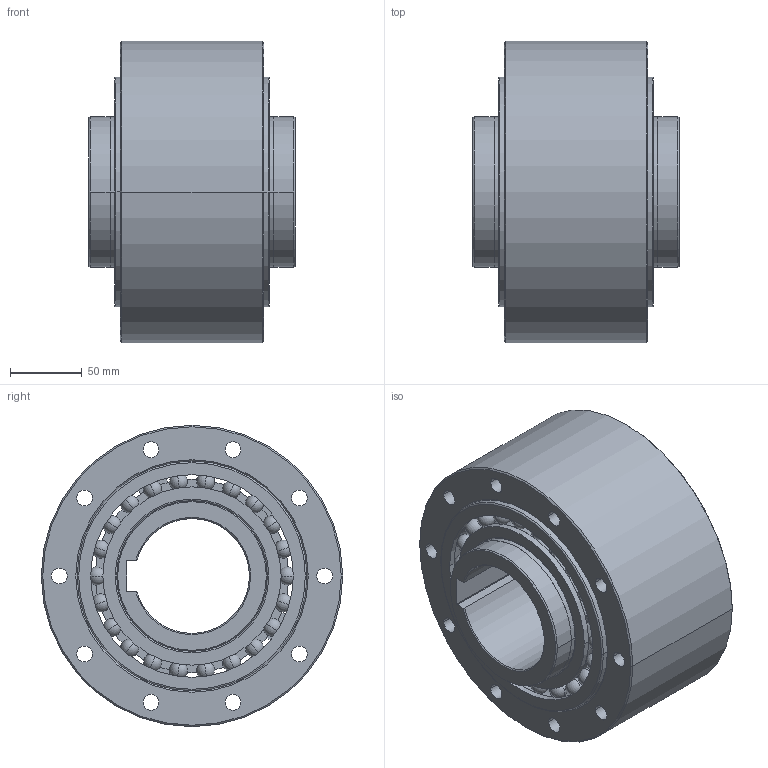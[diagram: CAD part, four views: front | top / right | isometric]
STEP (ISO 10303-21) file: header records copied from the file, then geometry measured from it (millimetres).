
FILE_DESCRIPTION((''),'2;1');
FILE_NAME('FREILAUF_AL_80_ASM','2025-05-07T11:33:40',('Administrator'),(''),'CREO PARAMETRIC BY PTC INC, 2020184','CREO PARAMETRIC BY PTC INC, 2020184','');
FILE_SCHEMA(('AUTOMOTIVE_DESIGN { 1 0 10303 214 1 1 1 1 }'));
Length unit declared in the file: millimetre
Products named in the file (13): STERN_AL_80_2A_NICO_1; DRUCKBOLZEN_AE30_1; DRUCKFEDER_AE30_5A_1; ANFED_KPL_AE30_6_AE30_5A_ASM_1_ASM; ROLLE_GFR_80_NICO_1; SCHEIBE_AL_80_NICO_1; DIN625_A16021_AF0_1; DIN625_I16021_AF0_1; DIN625_K18_1; DIN625_16021_HD_ASM_1_ASM; A-RING_AL_80_NICO_1; FREILAUF_AL_80_NICO_ASM_1_ASM; FREILAUF_AL_80_ASM
Assembly tree (48 placements, depth 4):
  FREILAUF_AL_80_ASM
    FREILAUF_AL_80_NICO_ASM_1_ASM
      STERN_AL_80_2A_NICO_1
      ANFED_KPL_AE30_6_AE30_5A_ASM_1_ASM  x10
        DRUCKBOLZEN_AE30_1
        DRUCKFEDER_AE30_5A_1
      ROLLE_GFR_80_NICO_1  x5
      SCHEIBE_AL_80_NICO_1  x2
      DIN625_16021_HD_ASM_1_ASM  x2
        DIN625_A16021_AF0_1
        DIN625_I16021_AF0_1
        DIN625_K18_1
      A-RING_AL_80_NICO_1
Bounding box: 144 x 210 x 210 mm (x, y, z)
Volume: 2601307.1 mm3; surface area: 458968.9 mm2
Topology: 77 solids, 77 shells, 545 faces, 1381 edges, 818 vertices
Faces by surface type: cylinder 142, sphere 132, plane 93, cone 74, bspline 60, torus 44
Entity records: 7984 total; most frequent: CARTESIAN_POINT 2182, DIRECTION 1259, ORIENTED_EDGE 870, AXIS2_PLACEMENT_3D 551, EDGE_CURVE 435, VERTEX_POINT 291, CIRCLE 260, EDGE_LOOP 222
